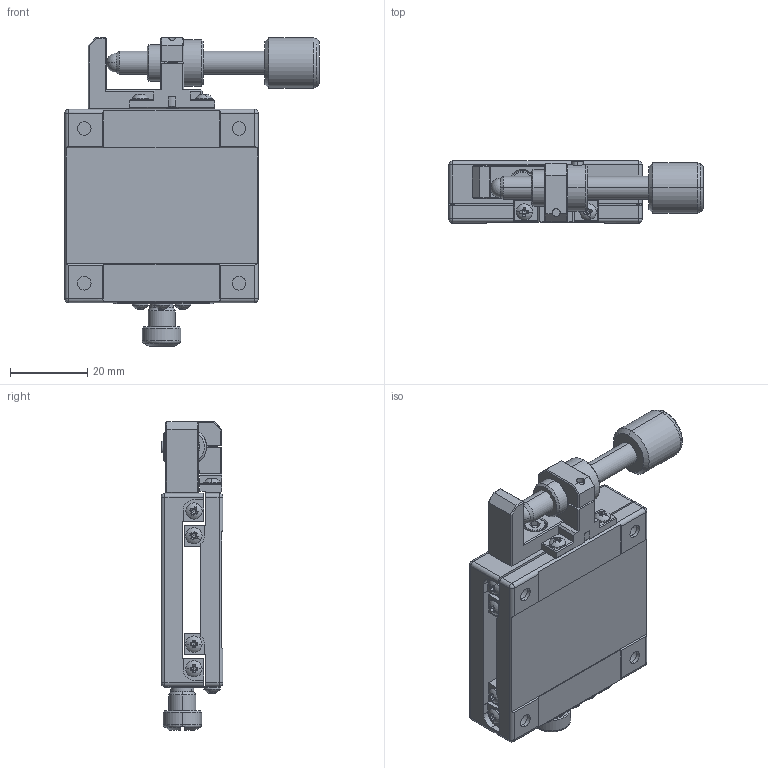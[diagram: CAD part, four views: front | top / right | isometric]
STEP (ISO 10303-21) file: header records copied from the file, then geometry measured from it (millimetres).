
FILE_DESCRIPTION (( 'STEP AP203' ), '1' );
FILE_NAME ('MX50-SS-28(«¬¿ý).STEP', '2013-05-18T05:17:03', ( '123' ), ( '' ), 'SwSTEP 2.0', 'SolidWorks 2013', '' );
FILE_SCHEMA (( 'CONFIG_CONTROL_DESIGN' ));
Length unit declared in the file: millimetre
Products named in the file (3): Group1^MX50-SS-28(型錄); Group2^MX50-SS-28(型錄); MX50-SS-28(型錄)
Assembly tree (2 placements, depth 2):
  MX50-SS-28(型錄)
    Group1^MX50-SS-28(型錄)
    Group2^MX50-SS-28(型錄)
Bounding box: 65.75 x 16 x 79.8 mm (x, y, z)
Volume: 39083.1 mm3; surface area: 21526.5 mm2
Topology: 17 solids, 17 shells, 1565 faces, 4073 edges, 2593 vertices
Faces by surface type: plane 829, cylinder 284, cone 224, bspline 162, sphere 36, torus 30
Entity records: 56247 total; most frequent: CARTESIAN_POINT 18021, ORIENTED_EDGE 8066, DIRECTION 7662, EDGE_CURVE 4033, AXIS2_PLACEMENT_3D 2673, VERTEX_POINT 2593, VECTOR 2316, LINE 2316
